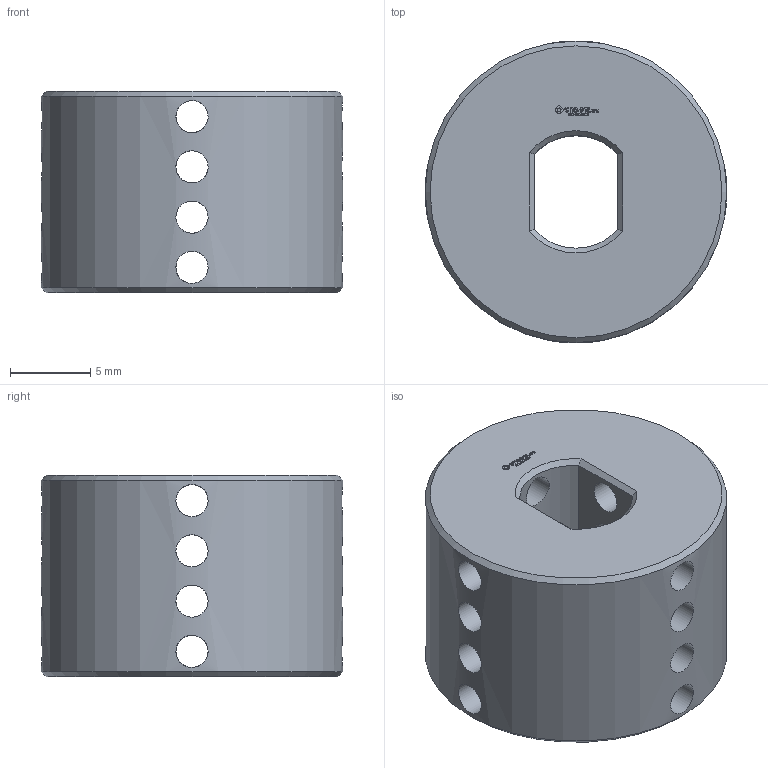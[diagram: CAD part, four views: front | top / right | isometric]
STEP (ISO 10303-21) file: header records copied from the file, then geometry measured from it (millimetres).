
FILE_DESCRIPTION(('FreeCAD Model'),'2;1');
FILE_NAME('Open CASCADE Shape Model','2024-03-12T23:27:23',(''),(''), 'Open CASCADE STEP processor 7.6','FreeCAD','Unknown');
FILE_SCHEMA(('AUTOMOTIVE_DESIGN { 1 0 10303 214 1 1 1 1 }'));
Length unit declared in the file: millimetre
Products named in the file (1): Shaft Collar IDX BU01.50x01.00 - SPN-SCL-0012 (stemfie.org)
Bounding box: 18.75 x 18.75 x 12.5 mm (x, y, z)
Volume: 2717.4 mm3; surface area: 1995.7 mm2
Topology: 1 solids, 1 shells, 501 faces, 1409 edges, 936 vertices
Faces by surface type: plane 304, extrusion 172, cylinder 19, cone 6
Full cylindrical faces by diameter (mm): 2 x16, 18.75 x1
Entity records: 17231 total; most frequent: CARTESIAN_POINT 4909, ORIENTED_EDGE 2818, DIRECTION 1893, EDGE_CURVE 1409, VECTOR 1177, LINE 1005, VERTEX_POINT 936, FACE_BOUND 561
